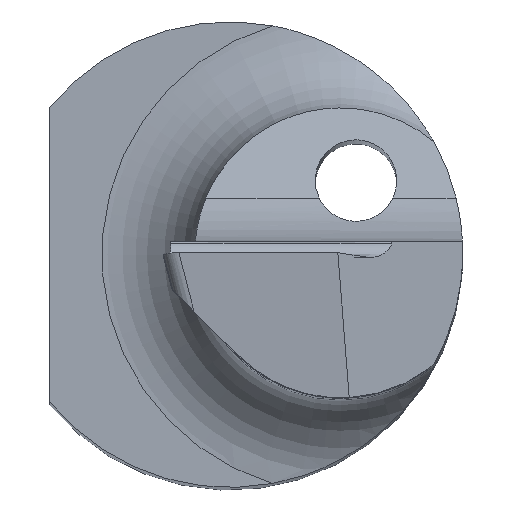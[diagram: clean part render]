
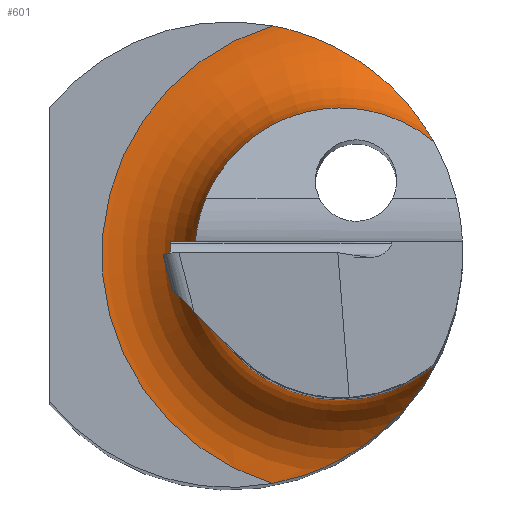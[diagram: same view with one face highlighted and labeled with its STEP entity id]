
A CAD part, top view. The second image highlights one B-rep face of the part: STEP entity #601.
In plain terms, the highlighted toroidal (fillet/blend) face has major radius 2.05 mm and minor radius 0.8 mm.
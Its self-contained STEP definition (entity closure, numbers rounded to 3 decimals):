
#9 = CARTESIAN_POINT ( 'NONE',  ( 1.013, -1.733, 14.063 ) ) ;
#21 = EDGE_CURVE ( 'NONE', #806, #169, #186, .T. ) ;
#27 = B_SPLINE_CURVE_WITH_KNOTS ( 'NONE', 3,
 ( #750, #136, #414, #343, #275, #879, #689, #407, #678, #826, #201, #69 ),
 .UNSPECIFIED., .F., .F.,
 ( 4, 2, 2, 2, 2, 4 ),
 ( 0., 0., 0.001, 0.001, 0.002, 0.002 ),
 .UNSPECIFIED. ) ;
#69 = CARTESIAN_POINT ( 'NONE',  ( 0.368, 1.966, 14. ) ) ;
#95 = ORIENTED_EDGE ( 'NONE', *, *, #342, .T. ) ;
#96 = CARTESIAN_POINT ( 'NONE',  ( 1.758, -0.954, 14.8 ) ) ;
#129 = ORIENTED_EDGE ( 'NONE', *, *, #21, .T. ) ;
#136 = CARTESIAN_POINT ( 'NONE',  ( 1.758, 0.954, 14.711 ) ) ;
#145 = B_SPLINE_CURVE_WITH_KNOTS ( 'NONE', 3,
 ( #289, #364, #437, #9, #299, #566, #765, #560, #839, #773, #852, #96 ),
 .UNSPECIFIED., .F., .F.,
 ( 4, 2, 2, 2, 2, 4 ),
 ( 0., 0.001, 0.001, 0.002, 0.002, 0.002 ),
 .UNSPECIFIED. ) ;
#166 = DIRECTION ( 'NONE',  ( 0., 0., -1. ) ) ;
#168 = VERTEX_POINT ( 'NONE', #703 ) ;
#169 = VERTEX_POINT ( 'NONE', #508 ) ;
#186 = CIRCLE ( 'NONE', #411, 2.05 ) ;
#201 = CARTESIAN_POINT ( 'NONE',  ( 0.54, 1.934, 14. ) ) ;
#225 = VERTEX_POINT ( 'NONE', #269 ) ;
#245 = EDGE_CURVE ( 'NONE', #168, #806, #27, .T. ) ;
#261 = AXIS2_PLACEMENT_3D ( 'NONE', #513, #166, #441 ) ;
#269 = CARTESIAN_POINT ( 'NONE',  ( 1.758, -0.954, 14.8 ) ) ;
#275 = CARTESIAN_POINT ( 'NONE',  ( 1.644, 1.141, 14.438 ) ) ;
#289 = CARTESIAN_POINT ( 'NONE',  ( 0.368, -1.966, 14. ) ) ;
#299 = CARTESIAN_POINT ( 'NONE',  ( 1.156, -1.64, 14.103 ) ) ;
#333 = CARTESIAN_POINT ( 'NONE',  ( 0.368, 1.966, 14. ) ) ;
#342 = EDGE_CURVE ( 'NONE', #169, #225, #145, .T. ) ;
#343 = CARTESIAN_POINT ( 'NONE',  ( 1.681, 1.085, 14.494 ) ) ;
#364 = CARTESIAN_POINT ( 'NONE',  ( 0.54, -1.934, 14. ) ) ;
#371 = DIRECTION ( 'NONE',  ( -1., 0., 0. ) ) ;
#397 = DIRECTION ( 'NONE',  ( 0., 0., 1. ) ) ;
#405 = EDGE_CURVE ( 'NONE', #225, #168, #576, .T. ) ;
#407 = CARTESIAN_POINT ( 'NONE',  ( 1.156, 1.641, 14.102 ) ) ;
#411 = AXIS2_PLACEMENT_3D ( 'NONE', #436, #721, #371 ) ;
#414 = CARTESIAN_POINT ( 'NONE',  ( 1.738, 0.991, 14.63 ) ) ;
#436 = CARTESIAN_POINT ( 'NONE',  ( 0.95, 0., 14. ) ) ;
#437 = CARTESIAN_POINT ( 'NONE',  ( 0.703, -1.88, 14.011 ) ) ;
#441 = DIRECTION ( 'NONE',  ( -1., 0., 0. ) ) ;
#508 = CARTESIAN_POINT ( 'NONE',  ( 0.368, -1.966, 14. ) ) ;
#513 = CARTESIAN_POINT ( 'NONE',  ( 0.95, 0., 14.8 ) ) ;
#560 = CARTESIAN_POINT ( 'NONE',  ( 1.644, -1.142, 14.438 ) ) ;
#566 = CARTESIAN_POINT ( 'NONE',  ( 1.406, -1.431, 14.216 ) ) ;
#576 = CIRCLE ( 'NONE', #261, 1.25 ) ;
#581 = ORIENTED_EDGE ( 'NONE', *, *, #245, .T. ) ;
#601 = ADVANCED_FACE ( 'NONE', ( #677 ), #606, .F. ) ;
#606 = TOROIDAL_SURFACE ( 'NONE', #711, 2.05, 0.8 ) ;
#613 = DIRECTION ( 'NONE',  ( -1., 0., 0. ) ) ;
#677 = FACE_OUTER_BOUND ( 'NONE', #702, .T. ) ;
#678 = CARTESIAN_POINT ( 'NONE',  ( 1.013, 1.733, 14.063 ) ) ;
#689 = CARTESIAN_POINT ( 'NONE',  ( 1.408, 1.43, 14.217 ) ) ;
#702 = EDGE_LOOP ( 'NONE', ( #95, #720, #581, #129 ) ) ;
#703 = CARTESIAN_POINT ( 'NONE',  ( 1.758, 0.954, 14.8 ) ) ;
#711 = AXIS2_PLACEMENT_3D ( 'NONE', #881, #397, #613 ) ;
#720 = ORIENTED_EDGE ( 'NONE', *, *, #405, .T. ) ;
#721 = DIRECTION ( 'NONE',  ( 0., 0., 1. ) ) ;
#750 = CARTESIAN_POINT ( 'NONE',  ( 1.758, 0.954, 14.8 ) ) ;
#765 = CARTESIAN_POINT ( 'NONE',  ( 1.515, -1.313, 14.289 ) ) ;
#773 = CARTESIAN_POINT ( 'NONE',  ( 1.738, -0.991, 14.63 ) ) ;
#806 = VERTEX_POINT ( 'NONE', #333 ) ;
#826 = CARTESIAN_POINT ( 'NONE',  ( 0.703, 1.88, 14.011 ) ) ;
#839 = CARTESIAN_POINT ( 'NONE',  ( 1.681, -1.085, 14.495 ) ) ;
#852 = CARTESIAN_POINT ( 'NONE',  ( 1.758, -0.954, 14.711 ) ) ;
#879 = CARTESIAN_POINT ( 'NONE',  ( 1.515, 1.314, 14.289 ) ) ;
#881 = CARTESIAN_POINT ( 'NONE',  ( 0.95, 0., 14.8 ) ) ;
